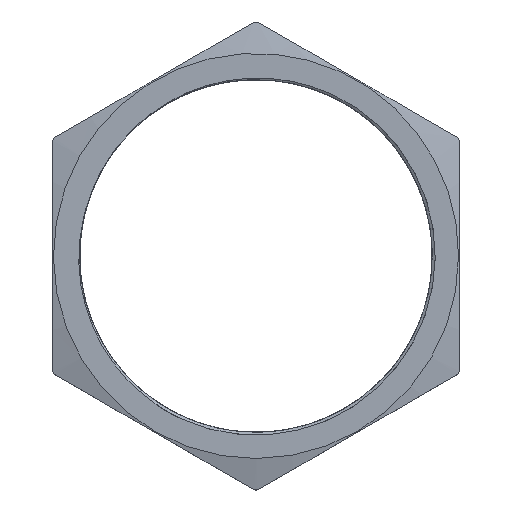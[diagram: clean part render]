
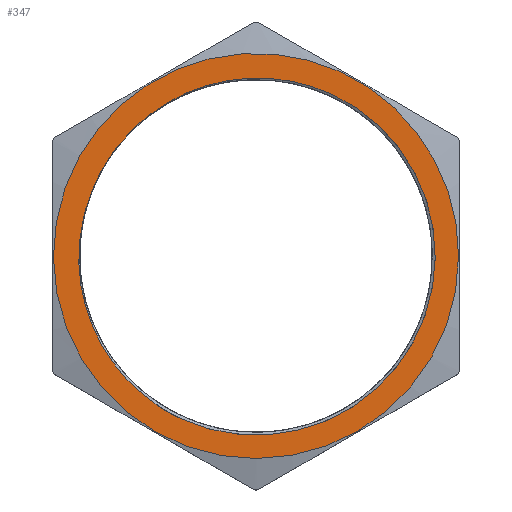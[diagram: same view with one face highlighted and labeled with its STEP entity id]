
A CAD part, top view. The second image highlights one B-rep face of the part: STEP entity #347.
In plain terms, the highlighted planar face has unit normal (0, 0, 1).
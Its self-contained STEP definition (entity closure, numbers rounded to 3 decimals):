
#18=FACE_BOUND('',#133,.T.);
#64=PLANE('',#390);
#66=CIRCLE('',#359,49.889);
#67=CIRCLE('',#367,57.25);
#82=CIRCLE('',#391,50.65);
#109=FACE_OUTER_BOUND('',#132,.T.);
#132=EDGE_LOOP('',(#318));
#133=EDGE_LOOP('',(#319,#320,#321,#322));
#137=B_SPLINE_CURVE_WITH_KNOTS('',3,(#958,#959,#960,#961,#962,#963,#964,
#965,#966,#967,#968,#969,#970,#971,#972,#973,#974,#975,#976,#977,#978,#979),
 .UNSPECIFIED.,.F.,.F.,(4,3,3,3,3,3,3,4),(-7.791,-7.431,
-5.627,-4.966,-2.648,-2.488,
-0.686,0.),.UNSPECIFIED.);
#142=B_SPLINE_CURVE_WITH_KNOTS('',3,(#1805,#1806,#1807,#1808,#1809,#1810,
#1811,#1812,#1813,#1814,#1815,#1816,#1817,#1818,#1819,#1820,#1821,#1822,
#1823,#1824,#1825,#1826),.UNSPECIFIED.,.F.,.F.,(4,3,3,3,3,3,3,4),(-7.789,
-7.424,-5.616,-4.937,-2.609,
-2.462,-0.659,0.),.UNSPECIFIED.);
#145=VERTEX_POINT('',#868);
#146=VERTEX_POINT('',#957);
#148=VERTEX_POINT('',#1071);
#150=VERTEX_POINT('',#1548);
#175=VERTEX_POINT('',#1906);
#179=EDGE_CURVE('',#145,#146,#137,.T.);
#183=EDGE_CURVE('',#148,#145,#66,.T.);
#186=EDGE_CURVE('',#150,#148,#142,.T.);
#211=EDGE_CURVE('',#175,#175,#67,.T.);
#226=EDGE_CURVE('',#150,#146,#82,.T.);
#318=ORIENTED_EDGE('',*,*,#211,.F.);
#319=ORIENTED_EDGE('',*,*,#226,.T.);
#320=ORIENTED_EDGE('',*,*,#179,.F.);
#321=ORIENTED_EDGE('',*,*,#183,.F.);
#322=ORIENTED_EDGE('',*,*,#186,.F.);
#347=ADVANCED_FACE('',(#109,#18),#64,.T.);
#359=AXIS2_PLACEMENT_3D('',#1160,#399,#400);
#367=AXIS2_PLACEMENT_3D('',#1907,#427,#428);
#390=AXIS2_PLACEMENT_3D('',#1931,#473,#474);
#391=AXIS2_PLACEMENT_3D('',#1932,#475,#476);
#399=DIRECTION('center_axis',(0.,0.,1.));
#400=DIRECTION('ref_axis',(-1.,0.,0.));
#427=DIRECTION('center_axis',(0.,0.,-1.));
#428=DIRECTION('ref_axis',(-1.,0.,0.));
#473=DIRECTION('center_axis',(0.,0.,1.));
#474=DIRECTION('ref_axis',(1.,0.,0.));
#475=DIRECTION('center_axis',(0.,0.,-1.));
#476=DIRECTION('ref_axis',(-1.,0.,0.));
#868=CARTESIAN_POINT('',(-45.966,19.391,12.));
#957=CARTESIAN_POINT('',(-20.895,-46.139,12.));
#958=CARTESIAN_POINT('Ctrl Pts',(-45.968,19.391,12.));
#959=CARTESIAN_POINT('Ctrl Pts',(-46.446,18.291,12.));
#960=CARTESIAN_POINT('Ctrl Pts',(-46.884,17.176,12.));
#961=CARTESIAN_POINT('Ctrl Pts',(-47.279,16.047,12.));
#962=CARTESIAN_POINT('Ctrl Pts',(-49.262,10.39,12.));
#963=CARTESIAN_POINT('Ctrl Pts',(-50.204,4.375,12.));
#964=CARTESIAN_POINT('Ctrl Pts',(-50.074,-1.623,12.));
#965=CARTESIAN_POINT('Ctrl Pts',(-50.027,-3.821,12.));
#966=CARTESIAN_POINT('Ctrl Pts',(-49.836,-6.01,12.));
#967=CARTESIAN_POINT('Ctrl Pts',(-49.5,-8.176,12.));
#968=CARTESIAN_POINT('Ctrl Pts',(-48.321,-15.772,12.));
#969=CARTESIAN_POINT('Ctrl Pts',(-45.349,-23.117,12.));
#970=CARTESIAN_POINT('Ctrl Pts',(-40.926,-29.408,12.));
#971=CARTESIAN_POINT('Ctrl Pts',(-40.621,-29.842,12.));
#972=CARTESIAN_POINT('Ctrl Pts',(-40.309,-30.271,12.));
#973=CARTESIAN_POINT('Ctrl Pts',(-39.991,-30.695,12.));
#974=CARTESIAN_POINT('Ctrl Pts',(-36.395,-35.474,12.));
#975=CARTESIAN_POINT('Ctrl Pts',(-31.92,-39.608,12.));
#976=CARTESIAN_POINT('Ctrl Pts',(-26.889,-42.84,12.));
#977=CARTESIAN_POINT('Ctrl Pts',(-24.972,-44.071,12.));
#978=CARTESIAN_POINT('Ctrl Pts',(-22.97,-45.175,12.));
#979=CARTESIAN_POINT('Ctrl Pts',(-20.895,-46.139,12.));
#1071=CARTESIAN_POINT('',(-35.43,35.123,12.));
#1160=CARTESIAN_POINT('Origin',(0.,0.,12.));
#1548=CARTESIAN_POINT('',(34.711,36.886,12.));
#1805=CARTESIAN_POINT('Ctrl Pts',(34.711,36.888,12.));
#1806=CARTESIAN_POINT('Ctrl Pts',(33.818,37.714,12.));
#1807=CARTESIAN_POINT('Ctrl Pts',(32.896,38.506,12.));
#1808=CARTESIAN_POINT('Ctrl Pts',(31.948,39.263,12.));
#1809=CARTESIAN_POINT('Ctrl Pts',(27.251,43.01,12.));
#1810=CARTESIAN_POINT('Ctrl Pts',(21.88,45.9,12.));
#1811=CARTESIAN_POINT('Ctrl Pts',(16.167,47.777,12.));
#1812=CARTESIAN_POINT('Ctrl Pts',(14.021,48.482,12.));
#1813=CARTESIAN_POINT('Ctrl Pts',(11.834,49.042,12.));
#1814=CARTESIAN_POINT('Ctrl Pts',(9.619,49.45,12.));
#1815=CARTESIAN_POINT('Ctrl Pts',(2.022,50.851,12.));
#1816=CARTESIAN_POINT('Ctrl Pts',(-5.933,50.465,12.));
#1817=CARTESIAN_POINT('Ctrl Pts',(-13.362,48.336,12.));
#1818=CARTESIAN_POINT('Ctrl Pts',(-13.83,48.202,12.));
#1819=CARTESIAN_POINT('Ctrl Pts',(-14.296,48.061,12.));
#1820=CARTESIAN_POINT('Ctrl Pts',(-14.76,47.913,12.));
#1821=CARTESIAN_POINT('Ctrl Pts',(-20.462,46.094,12.));
#1822=CARTESIAN_POINT('Ctrl Pts',(-25.843,43.225,12.));
#1823=CARTESIAN_POINT('Ctrl Pts',(-30.545,39.522,12.));
#1824=CARTESIAN_POINT('Ctrl Pts',(-32.264,38.168,12.));
#1825=CARTESIAN_POINT('Ctrl Pts',(-33.897,36.7,12.));
#1826=CARTESIAN_POINT('Ctrl Pts',(-35.43,35.123,12.));
#1906=CARTESIAN_POINT('',(57.25,0.,12.));
#1907=CARTESIAN_POINT('Origin',(0.,0.,12.));
#1931=CARTESIAN_POINT('Origin',(57.265,-33.062,12.));
#1932=CARTESIAN_POINT('Origin',(0.,0.,12.));
